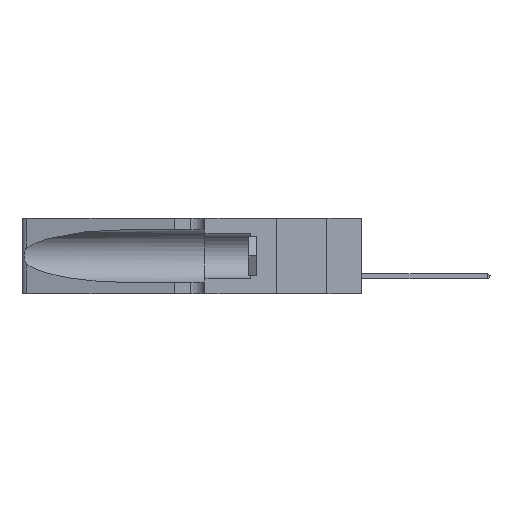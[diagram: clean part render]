
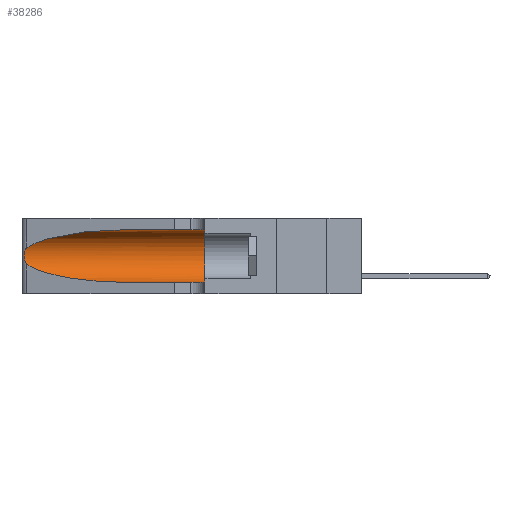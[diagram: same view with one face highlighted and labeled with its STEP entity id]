
A CAD part, left-side view. The second image highlights one B-rep face of the part: STEP entity #38286.
In plain terms, the highlighted cylindrical face has radius 3.308 mm (diameter 6.617 mm), a partial arc.
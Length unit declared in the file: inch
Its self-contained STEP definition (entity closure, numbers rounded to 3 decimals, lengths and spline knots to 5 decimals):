
#935 = EDGE_CURVE ( 'NONE', #21565, #46795, #12117, .T. ) ;
#1518 = VERTEX_POINT ( 'NONE', #29643 ) ;
#3166 = CARTESIAN_POINT ( 'NONE',  ( 0.1305, 1.61858, 0.185 ) ) ;
#3793 = AXIS2_PLACEMENT_3D ( 'NONE', #19612, #11496, #11658 ) ;
#4658 = EDGE_CURVE ( 'NONE', #40007, #21565, #25737, .T. ) ;
#5015 = CARTESIAN_POINT ( 'NONE',  ( 0.25487, 1.22718, 0.22369 ) ) ;
#6195 = CARTESIAN_POINT ( 'NONE',  ( 0.25789, 1.23486, 0.15765 ) ) ;
#6386 = CARTESIAN_POINT ( 'NONE',  ( 0.25487, 1.22718, 0.14631 ) ) ;
#7977 = LINE ( 'NONE', #25240, #45016 ) ;
#8370 = CYLINDRICAL_SURFACE ( 'NONE', #18028, 0.13025 ) ;
#9320 = CARTESIAN_POINT ( 'NONE',  ( 0.25787, 1.23484, 0.2124 ) ) ;
#10079 = LINE ( 'NONE', #17747, #21166 ) ;
#10418 = ORIENTED_EDGE ( 'NONE', *, *, #49864, .F. ) ;
#11138 = DIRECTION ( 'NONE',  ( 0., -1., 0. ) ) ;
#11427 = CARTESIAN_POINT ( 'NONE',  ( 0.25487, 1.22718, 0.22369 ) ) ;
#11496 = DIRECTION ( 'NONE',  ( 0., 1., 0. ) ) ;
#11658 = DIRECTION ( 'NONE',  ( 0., 0., 1. ) ) ;
#12117 =( BOUNDED_CURVE ( )  B_SPLINE_CURVE ( 3, ( #6386, #18538, #34019, #26443 ),
 .UNSPECIFIED., .F., .F. ) 
 B_SPLINE_CURVE_WITH_KNOTS ( ( 4, 4 ),
 ( 3.44316, 4.71239 ),
 .UNSPECIFIED. ) 
 CURVE ( )  GEOMETRIC_REPRESENTATION_ITEM ( )  RATIONAL_B_SPLINE_CURVE ( ( 1., 0.87, 0.87, 1. ) ) 
 REPRESENTATION_ITEM ( '' )  );
#12776 = CIRCLE ( 'NONE', #3793, 0.13025 ) ;
#15031 =( BOUNDED_CURVE ( )  B_SPLINE_CURVE ( 3, ( #25613, #18584, #27468, #11427 ),
 .UNSPECIFIED., .F., .F. ) 
 B_SPLINE_CURVE_WITH_KNOTS ( ( 4, 4 ),
 ( 1.5708, 2.84003 ),
 .UNSPECIFIED. ) 
 CURVE ( )  GEOMETRIC_REPRESENTATION_ITEM ( )  RATIONAL_B_SPLINE_CURVE ( ( 1., 0.87, 0.87, 1. ) ) 
 REPRESENTATION_ITEM ( '' )  );
#15144 = DIRECTION ( 'NONE',  ( 0., 0., -1. ) ) ;
#17747 = CARTESIAN_POINT ( 'NONE',  ( 0.1305, 1.61858, 0.05475 ) ) ;
#18028 = AXIS2_PLACEMENT_3D ( 'NONE', #3166, #11138, #15144 ) ;
#18531 = CARTESIAN_POINT ( 'NONE',  ( 0.25639, 1.23186, 0.15144 ) ) ;
#18538 = CARTESIAN_POINT ( 'NONE',  ( 0.2373, 1.15595, 0.08982 ) ) ;
#18584 = CARTESIAN_POINT ( 'NONE',  ( 0.18966, 0.96281, 0.31525 ) ) ;
#19218 = EDGE_CURVE ( 'NONE', #50471, #40007, #15031, .T. ) ;
#19382 = CARTESIAN_POINT ( 'NONE',  ( 0.25487, 1.22718, 0.14631 ) ) ;
#19612 = CARTESIAN_POINT ( 'NONE',  ( 0.1305, 0.35, 0.185 ) ) ;
#21166 = VECTOR ( 'NONE', #37556, 39.37008 ) ;
#21401 = CARTESIAN_POINT ( 'NONE',  ( 0.26018, 1.23835, 0.19895 ) ) ;
#21565 = VERTEX_POINT ( 'NONE', #28762 ) ;
#23347 = CARTESIAN_POINT ( 'NONE',  ( 0.1305, 0.35, 0.31525 ) ) ;
#25029 = CARTESIAN_POINT ( 'NONE',  ( 0.25639, 1.23184, 0.21858 ) ) ;
#25240 = CARTESIAN_POINT ( 'NONE',  ( 0.1305, 1.61858, 0.31525 ) ) ;
#25613 = CARTESIAN_POINT ( 'NONE',  ( 0.1305, 0.72297, 0.31525 ) ) ;
#25737 = B_SPLINE_CURVE_WITH_KNOTS ( 'NONE', 3,
 ( #5015, #44355, #25029, #9320, #45217, #21401, #40906, #34015, #33658, #26276, #6195, #18531, #45916, #19382 ),
 .UNSPECIFIED., .F., .F.,
 ( 4, 2, 2, 2, 2, 2, 4 ),
 ( 0., 0.00027, 0.00053, 0.00107, 0.0016, 0.00187, 0.00214 ),
 .UNSPECIFIED. ) ;
#26276 = CARTESIAN_POINT ( 'NONE',  ( 0.25856, 1.23593, 0.16098 ) ) ;
#26443 = CARTESIAN_POINT ( 'NONE',  ( 0.1305, 0.72297, 0.05475 ) ) ;
#26472 = DIRECTION ( 'NONE',  ( 0., -1., 0. ) ) ;
#27468 = CARTESIAN_POINT ( 'NONE',  ( 0.2373, 1.15595, 0.28018 ) ) ;
#28650 = EDGE_LOOP ( 'NONE', ( #42480, #43280, #50273, #32398, #31945, #10418 ) ) ;
#28762 = CARTESIAN_POINT ( 'NONE',  ( 0.25487, 1.22718, 0.14631 ) ) ;
#29643 = CARTESIAN_POINT ( 'NONE',  ( 0.1305, 0.35, 0.05475 ) ) ;
#31205 = CARTESIAN_POINT ( 'NONE',  ( 0.25487, 1.22718, 0.22369 ) ) ;
#31867 = FACE_OUTER_BOUND ( 'NONE', #28650, .T. ) ;
#31945 = ORIENTED_EDGE ( 'NONE', *, *, #51076, .F. ) ;
#32398 = ORIENTED_EDGE ( 'NONE', *, *, #41101, .T. ) ;
#33658 = CARTESIAN_POINT ( 'NONE',  ( 0.26017, 1.23833, 0.17102 ) ) ;
#34015 = CARTESIAN_POINT ( 'NONE',  ( 0.26075, 1.23896, 0.178 ) ) ;
#34019 = CARTESIAN_POINT ( 'NONE',  ( 0.18966, 0.96281, 0.05475 ) ) ;
#37556 = DIRECTION ( 'NONE',  ( 0., -1., 0. ) ) ;
#38286 = ADVANCED_FACE ( 'NONE', ( #31867 ), #8370, .F. ) ;
#38831 = VERTEX_POINT ( 'NONE', #23347 ) ;
#40007 = VERTEX_POINT ( 'NONE', #31205 ) ;
#40906 = CARTESIAN_POINT ( 'NONE',  ( 0.26075, 1.23896, 0.19203 ) ) ;
#41101 = EDGE_CURVE ( 'NONE', #46795, #1518, #10079, .T. ) ;
#41474 = CARTESIAN_POINT ( 'NONE',  ( 0.1305, 0.72297, 0.05475 ) ) ;
#42480 = ORIENTED_EDGE ( 'NONE', *, *, #19218, .T. ) ;
#43280 = ORIENTED_EDGE ( 'NONE', *, *, #4658, .T. ) ;
#44355 = CARTESIAN_POINT ( 'NONE',  ( 0.25555, 1.22994, 0.2215 ) ) ;
#45016 = VECTOR ( 'NONE', #26472, 39.37008 ) ;
#45217 = CARTESIAN_POINT ( 'NONE',  ( 0.25854, 1.2359, 0.20912 ) ) ;
#45916 = CARTESIAN_POINT ( 'NONE',  ( 0.25555, 1.22993, 0.14849 ) ) ;
#46795 = VERTEX_POINT ( 'NONE', #41474 ) ;
#49003 = CARTESIAN_POINT ( 'NONE',  ( 0.1305, 0.72297, 0.31525 ) ) ;
#49864 = EDGE_CURVE ( 'NONE', #50471, #38831, #7977, .T. ) ;
#50273 = ORIENTED_EDGE ( 'NONE', *, *, #935, .T. ) ;
#50471 = VERTEX_POINT ( 'NONE', #49003 ) ;
#51076 = EDGE_CURVE ( 'NONE', #38831, #1518, #12776, .T. ) ;
